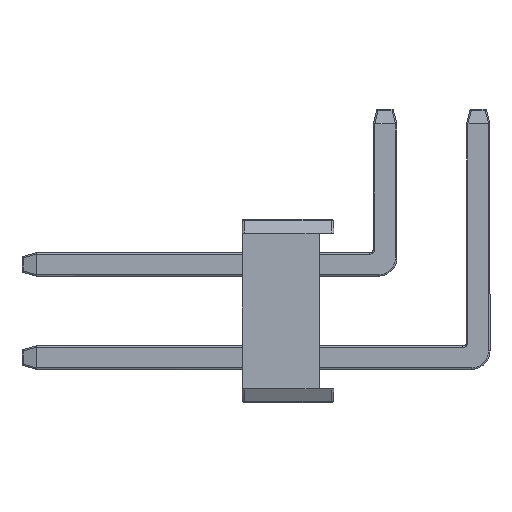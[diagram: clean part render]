
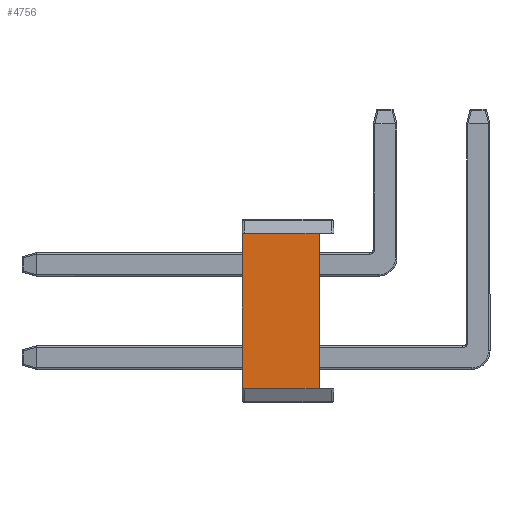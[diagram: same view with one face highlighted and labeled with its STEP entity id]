
A CAD part, left-side view. The second image highlights one B-rep face of the part: STEP entity #4756.
In plain terms, the highlighted planar face has unit normal (-1, 0, 0).
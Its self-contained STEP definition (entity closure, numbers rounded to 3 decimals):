
#539 = ORIENTED_EDGE ( 'NONE', *, *, #579, .T. ) ;
#579 = EDGE_CURVE ( 'NONE', #18798, #22582, #1611, .T. ) ;
#979 = VERTEX_POINT ( 'NONE', #10677 ) ;
#1611 = CIRCLE ( 'NONE', #13892, 0.07 ) ;
#2054 = CIRCLE ( 'NONE', #11774, 0.07 ) ;
#2960 = ORIENTED_EDGE ( 'NONE', *, *, #17671, .F. ) ;
#3427 = VERTEX_POINT ( 'NONE', #13842 ) ;
#4035 = CARTESIAN_POINT ( 'NONE',  ( -8.89, 1.25, -2.125 ) ) ;
#4585 = LINE ( 'NONE', #17422, #13274 ) ;
#4756 = ADVANCED_FACE ( 'NONE', ( #7562 ), #5379, .F. ) ;
#5268 = CARTESIAN_POINT ( 'NONE',  ( -8.89, -0.85, -2.125 ) ) ;
#5379 = PLANE ( 'NONE',  #13165 ) ;
#5957 = LINE ( 'NONE', #9866, #15239 ) ;
#6412 = CARTESIAN_POINT ( 'NONE',  ( -8.89, 1.18, -2.055 ) ) ;
#7238 = DIRECTION ( 'NONE',  ( 1., 0., 0. ) ) ;
#7562 = FACE_OUTER_BOUND ( 'NONE', #11392, .T. ) ;
#8006 = DIRECTION ( 'NONE',  ( 0., -1., 0. ) ) ;
#8282 = DIRECTION ( 'NONE',  ( 0., 0., -1. ) ) ;
#9542 = DIRECTION ( 'NONE',  ( 0., 0., 1. ) ) ;
#9594 = VECTOR ( 'NONE', #9542, 1000. ) ;
#9819 = ORIENTED_EDGE ( 'NONE', *, *, #17507, .F. ) ;
#9866 = CARTESIAN_POINT ( 'NONE',  ( -8.89, 1.25, -2.125 ) ) ;
#10009 = DIRECTION ( 'NONE',  ( -1., 0., 0. ) ) ;
#10379 = LINE ( 'NONE', #14253, #14155 ) ;
#10677 = CARTESIAN_POINT ( 'NONE',  ( -8.89, -0.85, 2.125 ) ) ;
#11025 = ORIENTED_EDGE ( 'NONE', *, *, #11103, .T. ) ;
#11103 = EDGE_CURVE ( 'NONE', #3427, #19125, #2054, .T. ) ;
#11392 = EDGE_LOOP ( 'NONE', ( #14852, #539, #19903, #9819, #2960, #11025 ) ) ;
#11629 = CARTESIAN_POINT ( 'NONE',  ( -8.89, 1.18, -2.125 ) ) ;
#11774 = AXIS2_PLACEMENT_3D ( 'NONE', #21045, #10009, #22892 ) ;
#13165 = AXIS2_PLACEMENT_3D ( 'NONE', #23760, #7238, #20159 ) ;
#13182 = EDGE_CURVE ( 'NONE', #22582, #20134, #5957, .T. ) ;
#13274 = VECTOR ( 'NONE', #15569, 1000. ) ;
#13842 = CARTESIAN_POINT ( 'NONE',  ( -8.89, 1.18, 2.125 ) ) ;
#13892 = AXIS2_PLACEMENT_3D ( 'NONE', #6412, #19329, #8282 ) ;
#14155 = VECTOR ( 'NONE', #21584, 1000. ) ;
#14253 = CARTESIAN_POINT ( 'NONE',  ( -8.89, 1.25, 2.125 ) ) ;
#14572 = CARTESIAN_POINT ( 'NONE',  ( -8.89, 1.25, 2.055 ) ) ;
#14852 = ORIENTED_EDGE ( 'NONE', *, *, #15600, .F. ) ;
#15239 = VECTOR ( 'NONE', #8006, 1000. ) ;
#15569 = DIRECTION ( 'NONE',  ( 0., 0., -1. ) ) ;
#15600 = EDGE_CURVE ( 'NONE', #18798, #19125, #19404, .T. ) ;
#17422 = CARTESIAN_POINT ( 'NONE',  ( -8.89, -0.85, -2.125 ) ) ;
#17507 = EDGE_CURVE ( 'NONE', #979, #20134, #4585, .T. ) ;
#17671 = EDGE_CURVE ( 'NONE', #3427, #979, #10379, .T. ) ;
#18544 = CARTESIAN_POINT ( 'NONE',  ( -8.89, 1.25, -2.055 ) ) ;
#18798 = VERTEX_POINT ( 'NONE', #18544 ) ;
#19125 = VERTEX_POINT ( 'NONE', #14572 ) ;
#19329 = DIRECTION ( 'NONE',  ( -1., 0., 0. ) ) ;
#19404 = LINE ( 'NONE', #4035, #9594 ) ;
#19903 = ORIENTED_EDGE ( 'NONE', *, *, #13182, .T. ) ;
#20134 = VERTEX_POINT ( 'NONE', #5268 ) ;
#20159 = DIRECTION ( 'NONE',  ( 0., 0., -1. ) ) ;
#21045 = CARTESIAN_POINT ( 'NONE',  ( -8.89, 1.18, 2.055 ) ) ;
#21584 = DIRECTION ( 'NONE',  ( 0., -1., 0. ) ) ;
#22582 = VERTEX_POINT ( 'NONE', #11629 ) ;
#22892 = DIRECTION ( 'NONE',  ( 0., 0., -1. ) ) ;
#23760 = CARTESIAN_POINT ( 'NONE',  ( -8.89, 1.25, -2.125 ) ) ;
